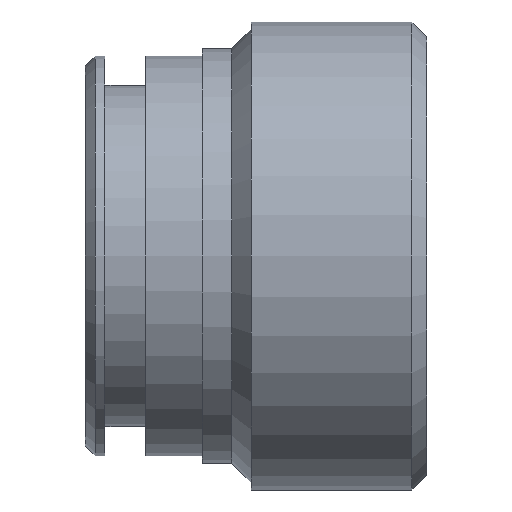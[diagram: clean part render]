
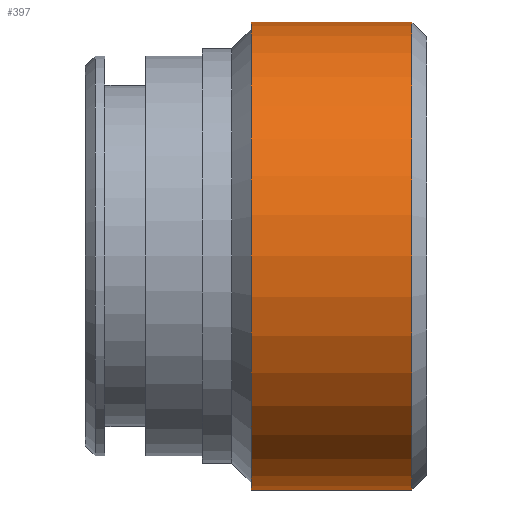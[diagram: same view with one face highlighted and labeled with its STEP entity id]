
A CAD part, front view. The second image highlights one B-rep face of the part: STEP entity #397.
In plain terms, the highlighted cylindrical face has radius 24 mm (diameter 48 mm), a partial arc.
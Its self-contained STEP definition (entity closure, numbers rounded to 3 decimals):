
#60 = CARTESIAN_POINT ( 'NONE',  ( 17., 0., 24. ) ) ;
#65 = CARTESIAN_POINT ( 'NONE',  ( 17., 0., -24. ) ) ;
#71 = CARTESIAN_POINT ( 'NONE',  ( 33.5, 0., -24. ) ) ;
#79 = CARTESIAN_POINT ( 'NONE',  ( 33.5, 0., 24. ) ) ;
#81 = DIRECTION ( 'NONE',  ( 0., 0., 1. ) ) ;
#85 = CARTESIAN_POINT ( 'NONE',  ( 17., 0., 0. ) ) ;
#86 = DIRECTION ( 'NONE',  ( -1., 0., 0. ) ) ;
#93 = CARTESIAN_POINT ( 'NONE',  ( 33.5, 0., 0. ) ) ;
#98 = DIRECTION ( 'NONE',  ( 0., 0., 1. ) ) ;
#99 = DIRECTION ( 'NONE',  ( -1., 0., 0. ) ) ;
#174 = CARTESIAN_POINT ( 'NONE',  ( 0., 0., 0. ) ) ;
#177 = DIRECTION ( 'NONE',  ( -1., 0., 0. ) ) ;
#186 = DIRECTION ( 'NONE',  ( 0., 0., 1. ) ) ;
#281 = AXIS2_PLACEMENT_3D ( 'NONE', #174, #177, #186 ) ;
#301 = AXIS2_PLACEMENT_3D ( 'NONE', #93, #86, #81 ) ;
#302 = AXIS2_PLACEMENT_3D ( 'NONE', #85, #99, #98 ) ;
#346 = EDGE_CURVE ( 'NONE', #740, #745, #690, .T. ) ;
#348 = EDGE_CURVE ( 'NONE', #732, #748, #687, .T. ) ;
#379 = EDGE_CURVE ( 'NONE', #745, #748, #641, .T. ) ;
#380 = EDGE_CURVE ( 'NONE', #740, #732, #640, .T. ) ;
#397 = ADVANCED_FACE ( 'NONE', ( #612 ), #608, .T. ) ;
#499 = CARTESIAN_POINT ( 'NONE',  ( 0., 0., 24. ) ) ;
#503 = DIRECTION ( 'NONE',  ( -1., 0., 0. ) ) ;
#505 = DIRECTION ( 'NONE',  ( -1., 0., 0. ) ) ;
#512 = CARTESIAN_POINT ( 'NONE',  ( 0., 0., -24. ) ) ;
#608 = CYLINDRICAL_SURFACE ( 'NONE', #281, 24. ) ;
#612 = FACE_OUTER_BOUND ( 'NONE', #785, .T. ) ;
#640 = CIRCLE ( 'NONE', #301, 24. ) ;
#641 = CIRCLE ( 'NONE', #302, 24. ) ;
#681 = VECTOR ( 'NONE', #505, 1000. ) ;
#684 = VECTOR ( 'NONE', #503, 1000. ) ;
#687 = LINE ( 'NONE', #499, #681 ) ;
#690 = LINE ( 'NONE', #512, #684 ) ;
#732 = VERTEX_POINT ( 'NONE', #79 ) ;
#740 = VERTEX_POINT ( 'NONE', #71 ) ;
#745 = VERTEX_POINT ( 'NONE', #65 ) ;
#748 = VERTEX_POINT ( 'NONE', #60 ) ;
#785 = EDGE_LOOP ( 'NONE', ( #891, #892, #893, #894 ) ) ;
#891 = ORIENTED_EDGE ( 'NONE', *, *, #346, .F. ) ;
#892 = ORIENTED_EDGE ( 'NONE', *, *, #380, .T. ) ;
#893 = ORIENTED_EDGE ( 'NONE', *, *, #348, .T. ) ;
#894 = ORIENTED_EDGE ( 'NONE', *, *, #379, .F. ) ;
